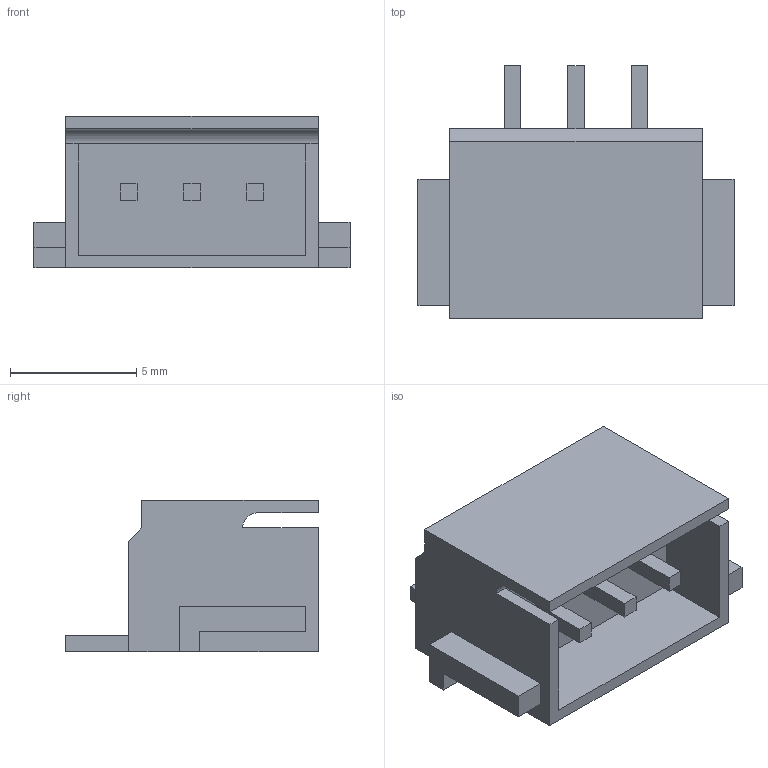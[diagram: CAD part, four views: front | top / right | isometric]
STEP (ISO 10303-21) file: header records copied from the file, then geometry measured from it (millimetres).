
FILE_DESCRIPTION( ( '' ), ' ' );
FILE_NAME( '59c46aaf0cca0b0e656e0023.step', '2017-09-22T01:43:12', ( '' ), ( '' ), ' ', ' ', ' ' );
FILE_SCHEMA( ( 'AUTOMOTIVE_DESIGN { 1 0 10303 214 1 1 1 1 }' ) );
Length unit declared in the file: metre
Products named in the file (1): Open CASCADE STEP translator 6.8 1
Bounding box: 12.5 x 10 x 6 mm (x, y, z)
Volume: 327.5 mm3; surface area: 508.7 mm2
Topology: 1 solids, 1 shells, 56 faces, 151 edges, 100 vertices
Faces by surface type: plane 55, cylinder 1
Entity records: 2940 total; most frequent: CARTESIAN_POINT 308, ORIENTED_EDGE 302, DIRECTION 267, STYLED_ITEM 207, PRESENTATION_STYLE_ASSIGNMENT 207, COLOUR_RGB 207, EDGE_CURVE 151, CURVE_STYLE 151
